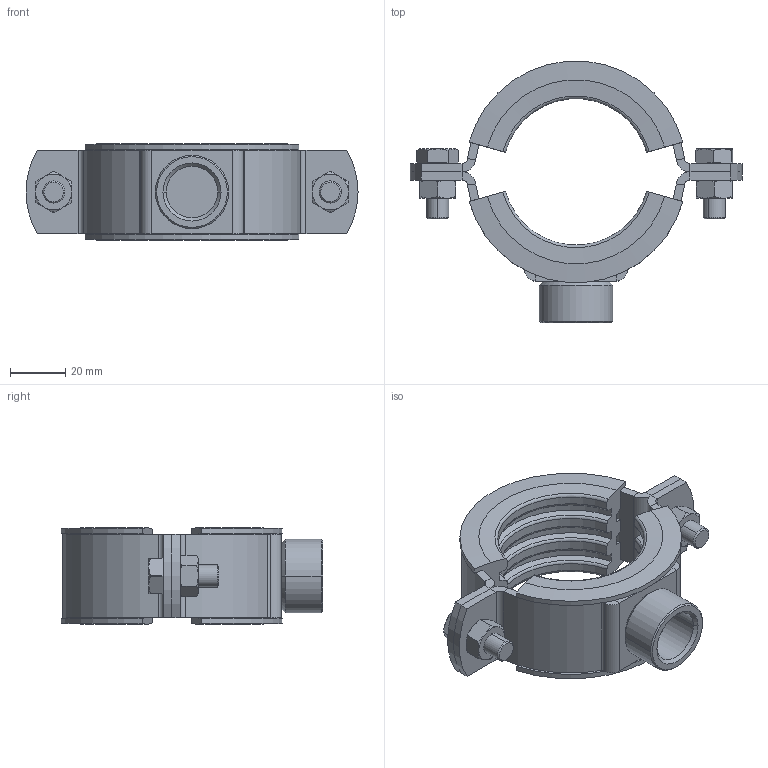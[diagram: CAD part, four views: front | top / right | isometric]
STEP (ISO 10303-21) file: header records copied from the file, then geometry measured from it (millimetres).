
FILE_DESCRIPTION (( 'STEP AP203' ), '1' );
FILE_NAME ('51.853.STEP', '2019-11-21T16:24:21', ( '' ), ( '' ), 'SwSTEP 2.0', 'SolidWorks 2019', '' );
FILE_SCHEMA (( 'CONFIG_CONTROL_DESIGN' ));
Length unit declared in the file: millimetre
Products named in the file (8): 1000003484; 1000003486; 1000003418_04 - Gr. 53-55 - H-17113.004; 51.853; 1000003262; 1000003426_04 - Gr. 53-55 - H-17114.604; 1000003389_04 - Gr. 53-55 - H-17112.004; 1000003451_15 Gr. 53-55 H-17115.015
Assembly tree (10 placements, depth 3):
  51.853
    1000003426_04 - Gr. 53-55 - H-17114.604
      1000003418_04 - Gr. 53-55 - H-17113.004
      1000003262
    1000003389_04 - Gr. 53-55 - H-17112.004
    1000003451_15 Gr. 53-55 H-17115.015  x2
    1000003484  x2
    1000003486  x2
Bounding box: 120 x 94.45 x 35 mm (x, y, z)
Volume: 86015.2 mm3; surface area: 48815.5 mm2
Topology: 9 solids, 9 shells, 298 faces, 702 edges, 424 vertices
Faces by surface type: plane 98, cylinder 94, cone 90, torus 16
Entity records: 6583 total; most frequent: CARTESIAN_POINT 1117, DIRECTION 1037, ORIENTED_EDGE 902, EDGE_CURVE 451, AXIS2_PLACEMENT_3D 412, VERTEX_POINT 268, LINE 213, VECTOR 213
